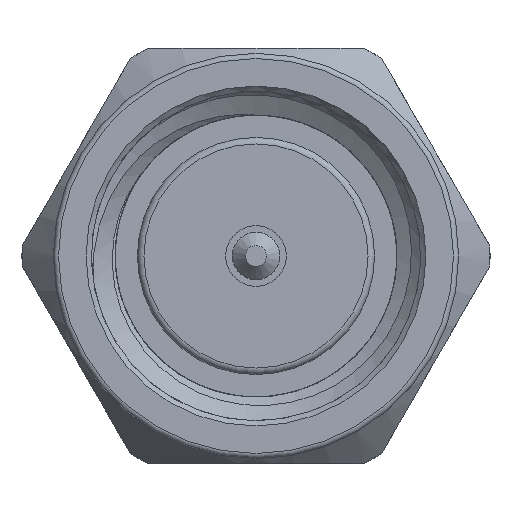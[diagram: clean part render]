
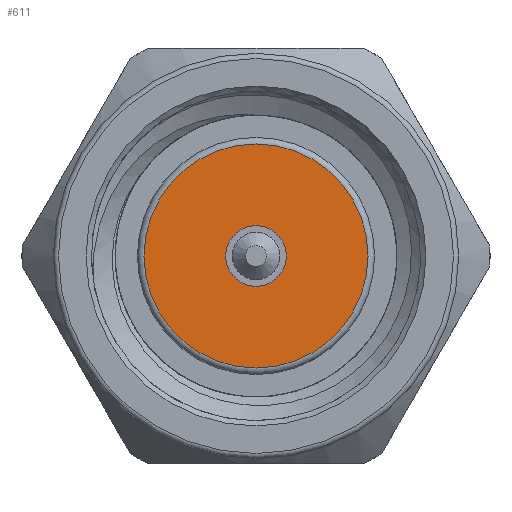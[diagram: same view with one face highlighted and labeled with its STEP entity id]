
A CAD part, left-side view. The second image highlights one B-rep face of the part: STEP entity #611.
In plain terms, the highlighted planar face has unit normal (-1, 0, 0).
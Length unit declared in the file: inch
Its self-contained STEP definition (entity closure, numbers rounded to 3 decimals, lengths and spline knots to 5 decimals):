
#181 = FACE_BOUND ( 'NONE', #5047, .T. ) ;
#441 = DIRECTION ( 'NONE',  ( 0., 0., -1. ) ) ;
#463 = DIRECTION ( 'NONE',  ( 1., 0., 0. ) ) ;
#611 = ADVANCED_FACE ( 'NONE', ( #181, #9734 ), #5516, .F. ) ;
#1728 = EDGE_LOOP ( 'NONE', ( #10246 ) ) ;
#1840 = DIRECTION ( 'NONE',  ( 0., 0., -1. ) ) ;
#2528 = CIRCLE ( 'NONE', #13511, 0.085 ) ;
#3895 = EDGE_CURVE ( 'NONE', #9555, #9555, #4346, .T. ) ;
#3936 = DIRECTION ( 'NONE',  ( 0., 0., -1. ) ) ;
#4346 = CIRCLE ( 'NONE', #15742, 0.023 ) ;
#5047 = EDGE_LOOP ( 'NONE', ( #6608 ) ) ;
#5388 = CARTESIAN_POINT ( 'NONE',  ( 0.11, 0., 0. ) ) ;
#5516 = PLANE ( 'NONE',  #9231 ) ;
#6608 = ORIENTED_EDGE ( 'NONE', *, *, #3895, .F. ) ;
#6791 = VERTEX_POINT ( 'NONE', #12532 ) ;
#6898 = CARTESIAN_POINT ( 'NONE',  ( 0.11, 0.125, 0. ) ) ;
#9231 = AXIS2_PLACEMENT_3D ( 'NONE', #6898, #463, #1840 ) ;
#9555 = VERTEX_POINT ( 'NONE', #15920 ) ;
#9734 = FACE_OUTER_BOUND ( 'NONE', #1728, .T. ) ;
#10246 = ORIENTED_EDGE ( 'NONE', *, *, #13483, .T. ) ;
#11861 = CARTESIAN_POINT ( 'NONE',  ( 0.11, 0., 0. ) ) ;
#12532 = CARTESIAN_POINT ( 'NONE',  ( 0.11, 0., -0.085 ) ) ;
#12973 = DIRECTION ( 'NONE',  ( -1., 0., 0. ) ) ;
#13483 = EDGE_CURVE ( 'NONE', #6791, #6791, #2528, .T. ) ;
#13511 = AXIS2_PLACEMENT_3D ( 'NONE', #5388, #12973, #3936 ) ;
#15737 = DIRECTION ( 'NONE',  ( -1., 0., 0. ) ) ;
#15742 = AXIS2_PLACEMENT_3D ( 'NONE', #11861, #15737, #441 ) ;
#15920 = CARTESIAN_POINT ( 'NONE',  ( 0.11, 0., -0.023 ) ) ;
